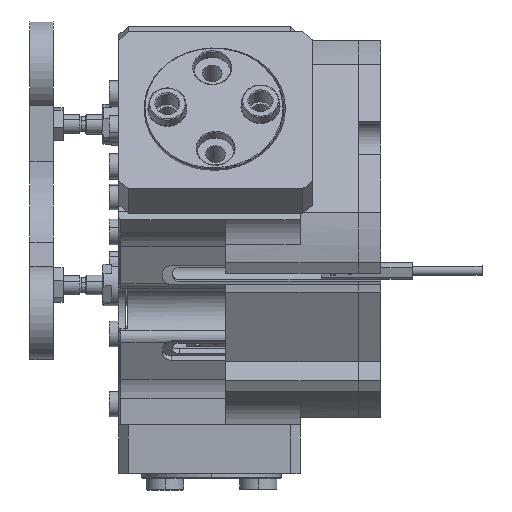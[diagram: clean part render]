
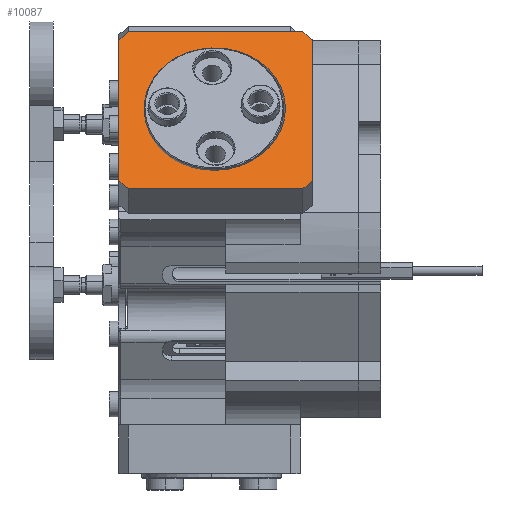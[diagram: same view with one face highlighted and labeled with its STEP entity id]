
A CAD part, left-side view. The second image highlights one B-rep face of the part: STEP entity #10087.
In plain terms, the highlighted face is planar.
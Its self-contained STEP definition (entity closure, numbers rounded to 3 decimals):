
#36 = VECTOR ( 'NONE', #20374, 1000. ) ;
#437 = CARTESIAN_POINT ( 'NONE',  ( 18.75, -19.45, 10.5 ) ) ;
#825 = ORIENTED_EDGE ( 'NONE', *, *, #5602, .T. ) ;
#2214 = VERTEX_POINT ( 'NONE', #41851 ) ;
#2500 = EDGE_CURVE ( 'NONE', #19747, #24520, #6467, .T. ) ;
#3403 = EDGE_LOOP ( 'NONE', ( #7911, #48975 ) ) ;
#4807 = DIRECTION ( 'NONE',  ( 0., 0., -1. ) ) ;
#4875 = DIRECTION ( 'NONE',  ( 0., 1., 0. ) ) ;
#5602 = EDGE_CURVE ( 'NONE', #25890, #43224, #36688, .T. ) ;
#6467 = LINE ( 'NONE', #12701, #12195 ) ;
#6594 = DIRECTION ( 'NONE',  ( 0., -1., 0. ) ) ;
#7537 = CARTESIAN_POINT ( 'NONE',  ( -18.75, -19.45, 10.5 ) ) ;
#7911 = ORIENTED_EDGE ( 'NONE', *, *, #35039, .F. ) ;
#8020 = DIRECTION ( 'NONE',  ( -1., 0., 0. ) ) ;
#8047 = FACE_OUTER_BOUND ( 'NONE', #35498, .T. ) ;
#8322 = ORIENTED_EDGE ( 'NONE', *, *, #14201, .T. ) ;
#8471 = CARTESIAN_POINT ( 'NONE',  ( 20.75, -19.45, 10.5 ) ) ;
#8743 = DIRECTION ( 'NONE',  ( -1., 0., 0. ) ) ;
#9092 = ORIENTED_EDGE ( 'NONE', *, *, #26217, .T. ) ;
#10087 = ADVANCED_FACE ( 'NONE', ( #20700, #8047 ), #17057, .F. ) ;
#10121 = CARTESIAN_POINT ( 'NONE',  ( 0., -0.45, 10.5 ) ) ;
#11698 = LINE ( 'NONE', #26296, #37071 ) ;
#11893 = CARTESIAN_POINT ( 'NONE',  ( -20.75, 19.45, 10.5 ) ) ;
#12195 = VECTOR ( 'NONE', #49013, 1000. ) ;
#12701 = CARTESIAN_POINT ( 'NONE',  ( -20.75, 17.45, 10.5 ) ) ;
#13967 = EDGE_CURVE ( 'NONE', #32705, #2214, #11698, .T. ) ;
#14201 = EDGE_CURVE ( 'NONE', #43224, #19747, #52243, .T. ) ;
#17057 = PLANE ( 'NONE',  #40834 ) ;
#17276 = CARTESIAN_POINT ( 'NONE',  ( -18.75, 19.45, 10.5 ) ) ;
#17707 = CARTESIAN_POINT ( 'NONE',  ( 20.75, 17.45, 10.5 ) ) ;
#17753 = DIRECTION ( 'NONE',  ( 0., 0., 1. ) ) ;
#18831 = CARTESIAN_POINT ( 'NONE',  ( -20.75, -19.45, 10.5 ) ) ;
#19648 = VERTEX_POINT ( 'NONE', #7537 ) ;
#19747 = VERTEX_POINT ( 'NONE', #17276 ) ;
#19749 = VECTOR ( 'NONE', #6594, 1000. ) ;
#20057 = ORIENTED_EDGE ( 'NONE', *, *, #39180, .T. ) ;
#20374 = DIRECTION ( 'NONE',  ( -1., 0., 0. ) ) ;
#20621 = DIRECTION ( 'NONE',  ( 1., 0., 0. ) ) ;
#20700 = FACE_BOUND ( 'NONE', #3403, .T. ) ;
#20941 = CARTESIAN_POINT ( 'NONE',  ( 0., -0.45, 10.5 ) ) ;
#21558 = ORIENTED_EDGE ( 'NONE', *, *, #37612, .T. ) ;
#21608 = CARTESIAN_POINT ( 'NONE',  ( -18.75, -19.45, 10.5 ) ) ;
#22211 = CIRCLE ( 'NONE', #41814, 15. ) ;
#23825 = CARTESIAN_POINT ( 'NONE',  ( 18.75, 19.45, 10.5 ) ) ;
#24520 = VERTEX_POINT ( 'NONE', #41956 ) ;
#24827 = EDGE_CURVE ( 'NONE', #33472, #39995, #27313, .T. ) ;
#24907 = LINE ( 'NONE', #18831, #19749 ) ;
#24923 = CARTESIAN_POINT ( 'NONE',  ( -20.75, -19.45, 10.5 ) ) ;
#25254 = DIRECTION ( 'NONE',  ( 0., 0., 1. ) ) ;
#25368 = CARTESIAN_POINT ( 'NONE',  ( -20.75, -17.45, 10.5 ) ) ;
#25890 = VERTEX_POINT ( 'NONE', #17707 ) ;
#25906 = VECTOR ( 'NONE', #35852, 1000. ) ;
#26217 = EDGE_CURVE ( 'NONE', #2214, #25890, #30369, .T. ) ;
#26296 = CARTESIAN_POINT ( 'NONE',  ( 20.75, -17.45, 10.5 ) ) ;
#27313 = CIRCLE ( 'NONE', #37073, 15. ) ;
#28393 = ORIENTED_EDGE ( 'NONE', *, *, #30402, .T. ) ;
#28915 = LINE ( 'NONE', #24923, #49323 ) ;
#30369 = LINE ( 'NONE', #8471, #32902 ) ;
#30402 = EDGE_CURVE ( 'NONE', #19648, #32705, #28915, .T. ) ;
#31902 = CARTESIAN_POINT ( 'NONE',  ( 15., -0.45, 10.5 ) ) ;
#32552 = VERTEX_POINT ( 'NONE', #25368 ) ;
#32705 = VERTEX_POINT ( 'NONE', #437 ) ;
#32902 = VECTOR ( 'NONE', #4875, 1000. ) ;
#33472 = VERTEX_POINT ( 'NONE', #42253 ) ;
#34051 = VECTOR ( 'NONE', #46363, 1000. ) ;
#35039 = EDGE_CURVE ( 'NONE', #39995, #33472, #22211, .T. ) ;
#35498 = EDGE_LOOP ( 'NONE', ( #28393, #52061, #9092, #825, #8322, #45335, #20057, #21558 ) ) ;
#35852 = DIRECTION ( 'NONE',  ( -0.707, 0.707, 0. ) ) ;
#36688 = LINE ( 'NONE', #23825, #25906 ) ;
#37071 = VECTOR ( 'NONE', #50698, 1000. ) ;
#37073 = AXIS2_PLACEMENT_3D ( 'NONE', #20941, #25254, #8020 ) ;
#37550 = CARTESIAN_POINT ( 'NONE',  ( 18.75, 19.45, 10.5 ) ) ;
#37612 = EDGE_CURVE ( 'NONE', #32552, #19648, #44962, .T. ) ;
#39180 = EDGE_CURVE ( 'NONE', #24520, #32552, #24907, .T. ) ;
#39995 = VERTEX_POINT ( 'NONE', #31902 ) ;
#40834 = AXIS2_PLACEMENT_3D ( 'NONE', #45373, #4807, #8743 ) ;
#41814 = AXIS2_PLACEMENT_3D ( 'NONE', #10121, #17753, #46927 ) ;
#41851 = CARTESIAN_POINT ( 'NONE',  ( 20.75, -17.45, 10.5 ) ) ;
#41956 = CARTESIAN_POINT ( 'NONE',  ( -20.75, 17.45, 10.5 ) ) ;
#42253 = CARTESIAN_POINT ( 'NONE',  ( -15., -0.45, 10.5 ) ) ;
#43224 = VERTEX_POINT ( 'NONE', #37550 ) ;
#44962 = LINE ( 'NONE', #21608, #34051 ) ;
#45335 = ORIENTED_EDGE ( 'NONE', *, *, #2500, .T. ) ;
#45373 = CARTESIAN_POINT ( 'NONE',  ( 0., 0., 10.5 ) ) ;
#46363 = DIRECTION ( 'NONE',  ( 0.707, -0.707, 0. ) ) ;
#46927 = DIRECTION ( 'NONE',  ( -1., 0., 0. ) ) ;
#48975 = ORIENTED_EDGE ( 'NONE', *, *, #24827, .F. ) ;
#49013 = DIRECTION ( 'NONE',  ( -0.707, -0.707, 0. ) ) ;
#49323 = VECTOR ( 'NONE', #20621, 1000. ) ;
#50698 = DIRECTION ( 'NONE',  ( 0.707, 0.707, 0. ) ) ;
#52061 = ORIENTED_EDGE ( 'NONE', *, *, #13967, .T. ) ;
#52243 = LINE ( 'NONE', #11893, #36 ) ;
